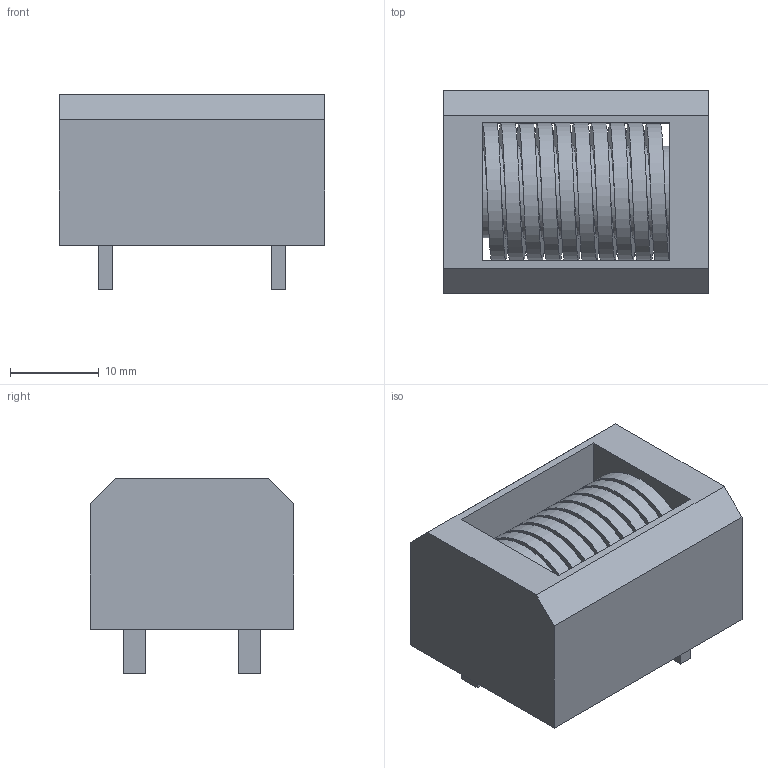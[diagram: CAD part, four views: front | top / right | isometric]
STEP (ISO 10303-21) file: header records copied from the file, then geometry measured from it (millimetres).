
FILE_DESCRIPTION(/* description */ ('Unknown'),/* implementation_level */ '2;1');
FILE_NAME(/* name */ 'HA55-3023 Figure 2',/* time_stamp */ '2021-11-11T10:35:47+08:00',/* author */ ('Unknown'),/* organization */ ('Unknown'),/* preprocessor_version */ 'ST-DEVELOPER v16.7',/* originating_system */ 'Solid Edge',/* authorisation */ 'Unknown');
FILE_SCHEMA (('AUTOMOTIVE_DESIGN {1 0 10303 214 3 1 1}'));
Length unit declared in the file: millimetre
Products named in the file (1): HA55-3023 Figure 2
Bounding box: 30 x 23 x 22 mm (x, y, z)
Volume: 9318.6 mm3; surface area: 7922.7 mm2
Topology: 3 solids, 3 shells, 318 faces, 823 edges, 546 vertices
Faces by surface type: plane 282, bspline 33, cylinder 3
Full cylindrical faces by diameter (mm): 10.3 x1
Entity records: 13744 total; most frequent: CARTESIAN_POINT 4495, ORIENTED_EDGE 1640, DIRECTION 1105, EDGE_CURVE 820, VERTEX_POINT 546, LINE 529, VECTOR 529, EDGE_LOOP 358
